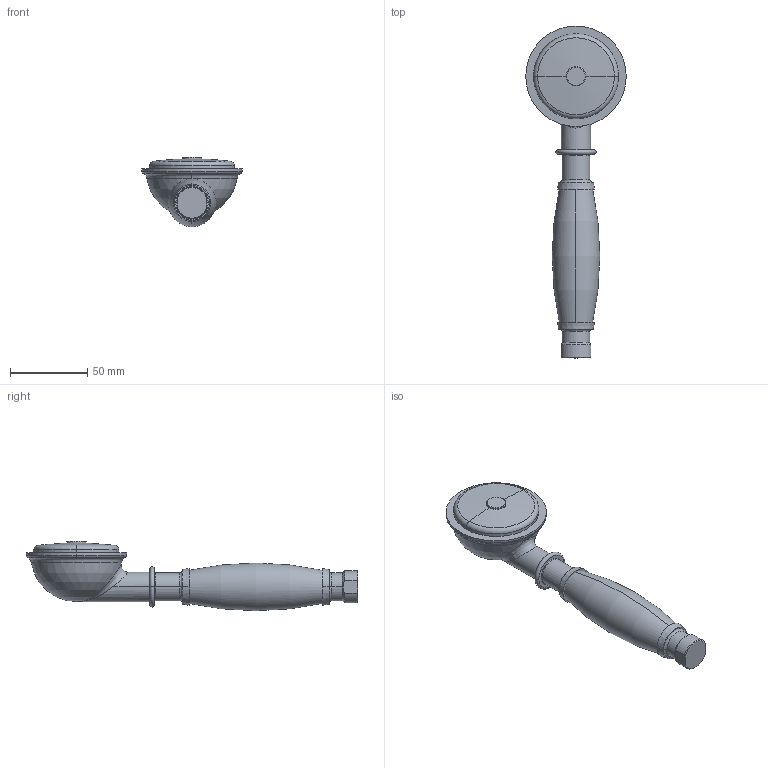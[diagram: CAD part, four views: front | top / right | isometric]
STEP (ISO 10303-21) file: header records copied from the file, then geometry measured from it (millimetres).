
FILE_DESCRIPTION (( 'STEP AP214' ), '1' );
FILE_NAME ('041209004.36.STEP', '2020-09-28T08:59:02', ( '' ), ( '' ), 'SwSTEP 2.0', 'SolidWorks 2020', '' );
FILE_SCHEMA (( 'AUTOMOTIVE_DESIGN' ));
Length unit declared in the file: millimetre
Products named in the file (4): Planungsmodell_Griff-+-09.20.82.050.90-01_ _K1; Planungsmodell_Sieb-+-09.12.01.010.90-01_ _K1; 041209004.36; Planungsmodell_Handbrause-+-04.12.09.004.36-01_ _K1
Assembly tree (3 placements, depth 2):
  041209004.36
    Planungsmodell_Handbrause-+-04.12.09.004.36-01_ _K1
    Planungsmodell_Griff-+-09.20.82.050.90-01_ _K1
    Planungsmodell_Sieb-+-09.12.01.010.90-01_ _K1
Bounding box: 65 x 214.7 x 44.92 mm (x, y, z)
Volume: 163790.3 mm3; surface area: 32898.7 mm2
Topology: 3 solids, 3 shells, 60 faces, 128 edges, 77 vertices
Faces by surface type: torus 18, cylinder 16, plane 14, cone 8, sphere 3, bspline 1
Entity records: 2241 total; most frequent: CARTESIAN_POINT 775, DIRECTION 324, ORIENTED_EDGE 246, AXIS2_PLACEMENT_3D 149, EDGE_CURVE 123, CIRCLE 84, VERTEX_POINT 76, EDGE_LOOP 67
